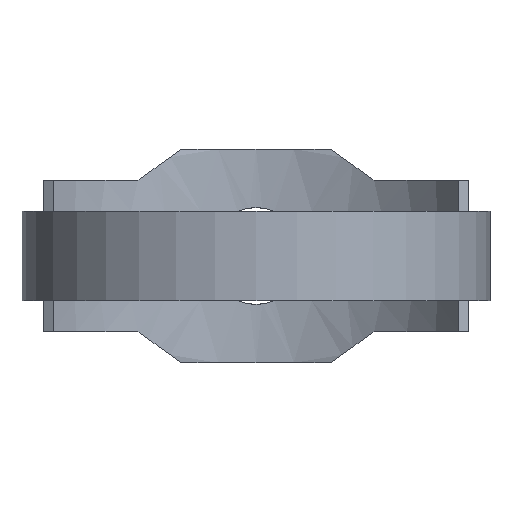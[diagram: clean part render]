
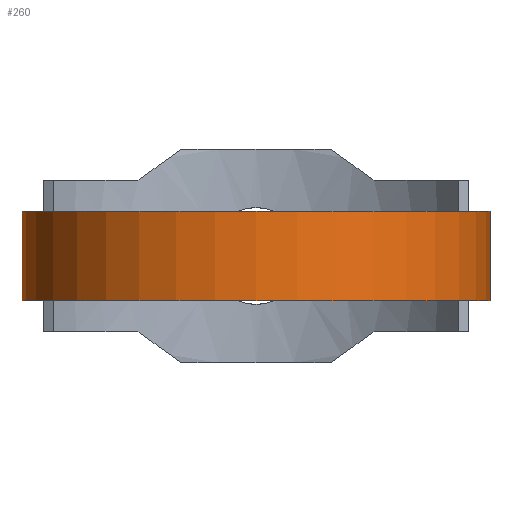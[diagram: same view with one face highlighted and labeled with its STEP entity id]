
A CAD part, front view. The second image highlights one B-rep face of the part: STEP entity #260.
In plain terms, the highlighted cylindrical face has radius 157.5 mm (diameter 315 mm), a partial arc.
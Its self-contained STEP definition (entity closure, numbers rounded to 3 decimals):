
#246 = VERTEX_POINT( '', #617 );
#260 = ADVANCED_FACE( '', ( #633 ), #634, .T. );
#322 = EDGE_CURVE( '', #400, #246, #700, .T. );
#328 = EDGE_CURVE( '', #418, #454, #706, .T. );
#330 = EDGE_CURVE( '', #418, #400, #708, .T. );
#400 = VERTEX_POINT( '', #784 );
#418 = VERTEX_POINT( '', #803 );
#454 = VERTEX_POINT( '', #841 );
#520 = EDGE_CURVE( '', #246, #454, #915, .T. );
#617 = CARTESIAN_POINT( '', ( 157.5, 0., 30. ) );
#633 = FACE_OUTER_BOUND( '', #1089, .T. );
#634 = CYLINDRICAL_SURFACE( '', #1090, 157.5 );
#700 = CIRCLE( '', #1288, 157.5 );
#706 = CIRCLE( '', #1299, 157.5 );
#708 = LINE( '', #1302, #1303 );
#784 = CARTESIAN_POINT( '', ( -157.5, 0., 30. ) );
#803 = CARTESIAN_POINT( '', ( -157.5, 0., -30. ) );
#841 = CARTESIAN_POINT( '', ( 157.5, 0., -30. ) );
#915 = LINE( '', #1763, #1764 );
#1089 = EDGE_LOOP( '', ( #1930, #1931, #1932, #1933 ) );
#1090 = AXIS2_PLACEMENT_3D( '', #1934, #1935, #1936 );
#1288 = AXIS2_PLACEMENT_3D( '', #1981, #1982, #1983 );
#1299 = AXIS2_PLACEMENT_3D( '', #1986, #1987, #1988 );
#1302 = CARTESIAN_POINT( '', ( -157.5, 0., 30. ) );
#1303 = VECTOR( '', #1989, 1. );
#1763 = CARTESIAN_POINT( '', ( 157.5, 0., 30. ) );
#1764 = VECTOR( '', #2251, 1. );
#1930 = ORIENTED_EDGE( '', *, *, #520, .F. );
#1931 = ORIENTED_EDGE( '', *, *, #322, .F. );
#1932 = ORIENTED_EDGE( '', *, *, #330, .F. );
#1933 = ORIENTED_EDGE( '', *, *, #328, .T. );
#1934 = CARTESIAN_POINT( '', ( 0., 0., 30. ) );
#1935 = DIRECTION( '', ( 0., 0., 1. ) );
#1936 = DIRECTION( '', ( 1., 0., 0. ) );
#1981 = CARTESIAN_POINT( '', ( 0., 0., 30. ) );
#1982 = DIRECTION( '', ( 0., 0., 1. ) );
#1983 = DIRECTION( '', ( 1., 0., 0. ) );
#1986 = CARTESIAN_POINT( '', ( 0., 0., -30. ) );
#1987 = DIRECTION( '', ( 0., 0., 1. ) );
#1988 = DIRECTION( '', ( 1., 0., 0. ) );
#1989 = DIRECTION( '', ( 0., 0., 1. ) );
#2251 = DIRECTION( '', ( 0., 0., -1. ) );
